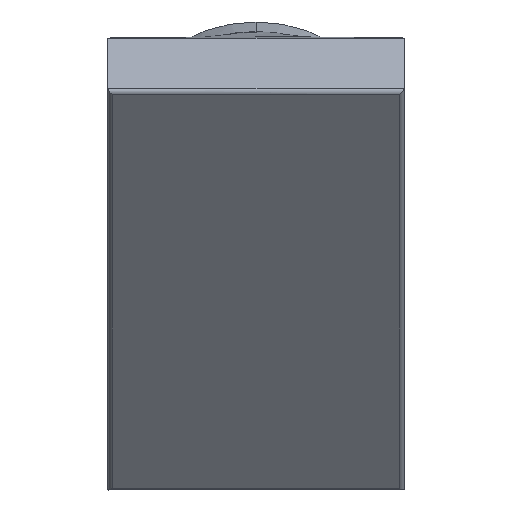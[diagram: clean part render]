
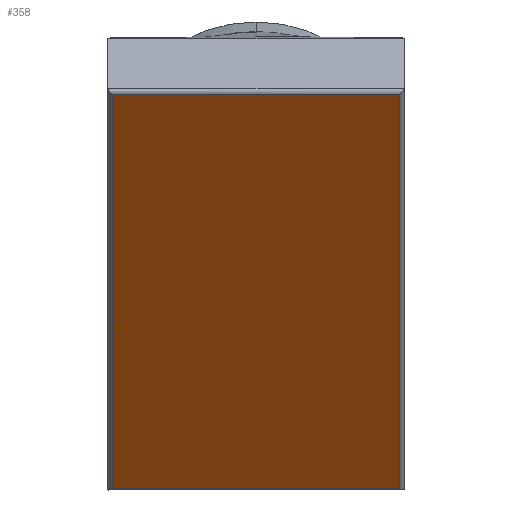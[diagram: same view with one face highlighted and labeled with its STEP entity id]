
A CAD part, top view. The second image highlights one B-rep face of the part: STEP entity #358.
In plain terms, the highlighted planar face has unit normal (0, -0.636, 0.771).
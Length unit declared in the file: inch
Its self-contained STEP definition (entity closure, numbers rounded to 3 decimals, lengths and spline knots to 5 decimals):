
#1 = CARTESIAN_POINT ( 'NONE',  ( 0., 2.88268, -14.11015 ) ) ;
#12 = CARTESIAN_POINT ( 'NONE',  ( 23.21956, 13.49072, -5.3619 ) ) ;
#18 = ORIENTED_EDGE ( 'NONE', *, *, #439, .F. ) ;
#39 = CARTESIAN_POINT ( 'NONE',  ( 23.21956, 2.88268, -14.11015 ) ) ;
#64 = AXIS2_PLACEMENT_3D ( 'NONE', #479, #252, #84 ) ;
#81 = VERTEX_POINT ( 'NONE', #39 ) ;
#84 = DIRECTION ( 'NONE',  ( 0., -0.771, -0.636 ) ) ;
#128 = EDGE_LOOP ( 'NONE', ( #18, #185, #279, #625 ) ) ;
#146 = VERTEX_POINT ( 'NONE', #12 ) ;
#185 = ORIENTED_EDGE ( 'NONE', *, *, #660, .F. ) ;
#245 = VERTEX_POINT ( 'NONE', #321 ) ;
#246 = CARTESIAN_POINT ( 'NONE',  ( 15.46956, 2.88268, -14.11015 ) ) ;
#248 = PLANE ( 'NONE',  #64 ) ;
#249 = VERTEX_POINT ( 'NONE', #246 ) ;
#252 = DIRECTION ( 'NONE',  ( 0., -0.636, 0.771 ) ) ;
#258 = LINE ( 'NONE', #432, #582 ) ;
#279 = ORIENTED_EDGE ( 'NONE', *, *, #447, .F. ) ;
#282 = LINE ( 'NONE', #440, #330 ) ;
#320 = DIRECTION ( 'NONE',  ( 0., 0.771, 0.636 ) ) ;
#321 = CARTESIAN_POINT ( 'NONE',  ( 15.46956, 13.49072, -5.3619 ) ) ;
#330 = VECTOR ( 'NONE', #659, 39.37008 ) ;
#358 = ADVANCED_FACE ( 'NONE', ( #473 ), #248, .T. ) ;
#365 = LINE ( 'NONE', #541, #449 ) ;
#432 = CARTESIAN_POINT ( 'NONE',  ( 15.46956, 8.0929, -9.81338 ) ) ;
#439 = EDGE_CURVE ( 'NONE', #146, #81, #365, .T. ) ;
#440 = CARTESIAN_POINT ( 'NONE',  ( 0., 13.49072, -5.3619 ) ) ;
#447 = EDGE_CURVE ( 'NONE', #249, #245, #258, .T. ) ;
#449 = VECTOR ( 'NONE', #585, 39.37008 ) ;
#473 = FACE_OUTER_BOUND ( 'NONE', #128, .T. ) ;
#479 = CARTESIAN_POINT ( 'NONE',  ( 0., 8.0929, -9.81338 ) ) ;
#541 = CARTESIAN_POINT ( 'NONE',  ( 23.21956, 8.0929, -9.81338 ) ) ;
#551 = DIRECTION ( 'NONE',  ( -1., 0., 0. ) ) ;
#582 = VECTOR ( 'NONE', #320, 39.37008 ) ;
#585 = DIRECTION ( 'NONE',  ( 0., -0.771, -0.636 ) ) ;
#598 = VECTOR ( 'NONE', #551, 39.37008 ) ;
#608 = LINE ( 'NONE', #1, #598 ) ;
#625 = ORIENTED_EDGE ( 'NONE', *, *, #639, .F. ) ;
#639 = EDGE_CURVE ( 'NONE', #81, #249, #608, .T. ) ;
#659 = DIRECTION ( 'NONE',  ( 1., 0., 0. ) ) ;
#660 = EDGE_CURVE ( 'NONE', #245, #146, #282, .T. ) ;
